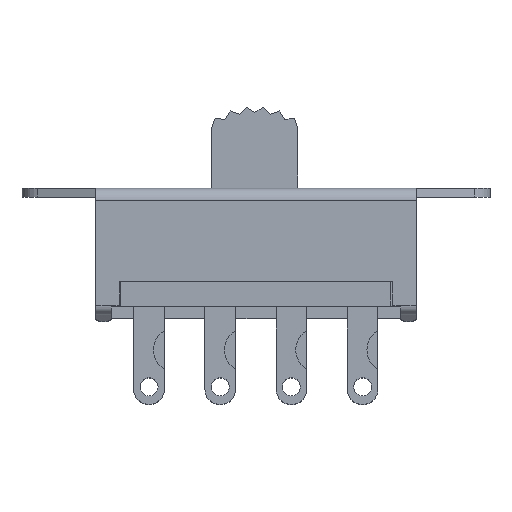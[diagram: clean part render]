
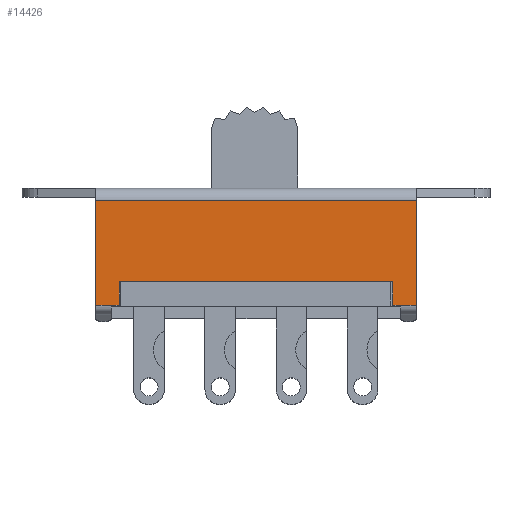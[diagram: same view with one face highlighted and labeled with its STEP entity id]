
A CAD part, top view. The second image highlights one B-rep face of the part: STEP entity #14426.
In plain terms, the highlighted planar face has unit normal (0, 0, 1).
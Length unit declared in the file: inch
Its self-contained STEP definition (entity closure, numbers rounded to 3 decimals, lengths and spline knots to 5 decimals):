
#1295=FACE_OUTER_BOUND('',#2008,.T.);
#2008=EDGE_LOOP('',(#12416,#12417,#12418,#12419,#12420,#12421,#12422,#12423,
#12424,#12425));
#3609=LINE('',#23150,#5229);
#3612=LINE('',#23157,#5232);
#3613=LINE('',#23159,#5233);
#3614=LINE('',#23161,#5234);
#3615=LINE('',#23162,#5235);
#3616=LINE('',#23164,#5236);
#3617=LINE('',#23166,#5237);
#3618=LINE('',#23168,#5238);
#3619=LINE('',#23170,#5239);
#3620=LINE('',#23171,#5240);
#5229=VECTOR('',#19050,0.3937);
#5232=VECTOR('',#19057,0.3937);
#5233=VECTOR('',#19058,0.3937);
#5234=VECTOR('',#19059,0.3937);
#5235=VECTOR('',#19060,0.3937);
#5236=VECTOR('',#19061,0.3937);
#5237=VECTOR('',#19062,0.3937);
#5238=VECTOR('',#19063,0.3937);
#5239=VECTOR('',#19064,0.3937);
#5240=VECTOR('',#19065,0.3937);
#6125=VERTEX_POINT('',#21796);
#6145=VERTEX_POINT('',#21849);
#6565=VERTEX_POINT('',#23148);
#6567=VERTEX_POINT('',#23156);
#6568=VERTEX_POINT('',#23158);
#6569=VERTEX_POINT('',#23160);
#6570=VERTEX_POINT('',#23163);
#6571=VERTEX_POINT('',#23165);
#6572=VERTEX_POINT('',#23167);
#6573=VERTEX_POINT('',#23169);
#8546=EDGE_CURVE('',#6565,#6125,#3609,.T.);
#8549=EDGE_CURVE('',#6565,#6567,#3612,.T.);
#8550=EDGE_CURVE('',#6568,#6567,#3613,.T.);
#8551=EDGE_CURVE('',#6568,#6569,#3614,.T.);
#8552=EDGE_CURVE('',#6145,#6569,#3615,.T.);
#8553=EDGE_CURVE('',#6145,#6570,#3616,.T.);
#8554=EDGE_CURVE('',#6570,#6571,#3617,.T.);
#8555=EDGE_CURVE('',#6571,#6572,#3618,.T.);
#8556=EDGE_CURVE('',#6572,#6573,#3619,.T.);
#8557=EDGE_CURVE('',#6573,#6125,#3620,.T.);
#12416=ORIENTED_EDGE('',*,*,#8546,.F.);
#12417=ORIENTED_EDGE('',*,*,#8549,.T.);
#12418=ORIENTED_EDGE('',*,*,#8550,.F.);
#12419=ORIENTED_EDGE('',*,*,#8551,.T.);
#12420=ORIENTED_EDGE('',*,*,#8552,.F.);
#12421=ORIENTED_EDGE('',*,*,#8553,.T.);
#12422=ORIENTED_EDGE('',*,*,#8554,.T.);
#12423=ORIENTED_EDGE('',*,*,#8555,.T.);
#12424=ORIENTED_EDGE('',*,*,#8556,.T.);
#12425=ORIENTED_EDGE('',*,*,#8557,.T.);
#13141=PLANE('',#15477);
#14426=ADVANCED_FACE('',(#1295),#13141,.T.);
#15477=AXIS2_PLACEMENT_3D('',#23155,#19055,#19056);
#19050=DIRECTION('',(-1.,0.,0.));
#19055=DIRECTION('center_axis',(0.,0.,1.));
#19056=DIRECTION('ref_axis',(1.,0.,0.));
#19057=DIRECTION('',(0.,1.,0.));
#19058=DIRECTION('',(1.,0.,0.));
#19059=DIRECTION('',(0.,-1.,0.));
#19060=DIRECTION('',(-1.,0.,0.));
#19061=DIRECTION('',(1.,0.,0.));
#19062=DIRECTION('',(0.,1.,0.));
#19063=DIRECTION('',(1.,0.,0.));
#19064=DIRECTION('',(0.,-1.,0.));
#19065=DIRECTION('',(1.,0.,0.));
#21796=CARTESIAN_POINT('',(0.3675,-0.10425,0.2835));
#21849=CARTESIAN_POINT('',(-0.3675,-0.10425,0.2835));
#23148=CARTESIAN_POINT('',(0.4075,-0.10425,0.2835));
#23150=CARTESIAN_POINT('',(0.,-0.10425,0.2835));
#23155=CARTESIAN_POINT('Origin',(0.,-0.171,0.2835));
#23156=CARTESIAN_POINT('',(0.4075,0.161,0.2835));
#23157=CARTESIAN_POINT('',(0.4075,-0.171,0.2835));
#23158=CARTESIAN_POINT('',(-0.4075,0.161,0.2835));
#23159=CARTESIAN_POINT('',(0.,0.161,0.2835));
#23160=CARTESIAN_POINT('',(-0.4075,-0.10425,0.2835));
#23161=CARTESIAN_POINT('',(-0.4075,-0.171,0.2835));
#23162=CARTESIAN_POINT('',(0.,-0.10425,0.2835));
#23163=CARTESIAN_POINT('',(-0.3475,-0.10425,0.2835));
#23164=CARTESIAN_POINT('',(-0.17375,-0.10425,0.2835));
#23165=CARTESIAN_POINT('',(-0.3475,-0.04425,0.2835));
#23166=CARTESIAN_POINT('',(-0.3475,-0.10762,0.2835));
#23167=CARTESIAN_POINT('',(0.3475,-0.04425,0.2835));
#23168=CARTESIAN_POINT('',(0.17375,-0.04425,0.2835));
#23169=CARTESIAN_POINT('',(0.3475,-0.10425,0.2835));
#23170=CARTESIAN_POINT('',(0.3475,-0.17112,0.2835));
#23171=CARTESIAN_POINT('',(0.18375,-0.10425,0.2835));
